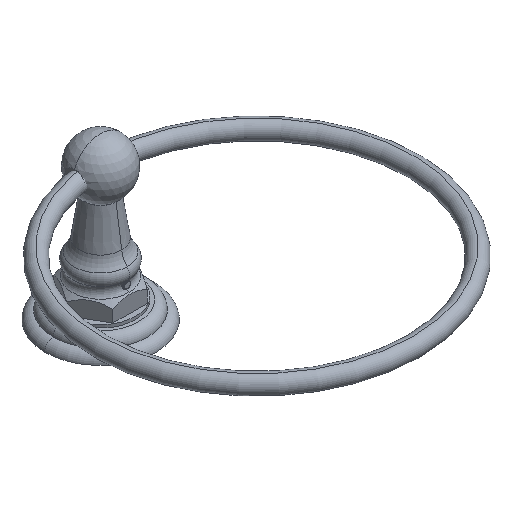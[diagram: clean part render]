
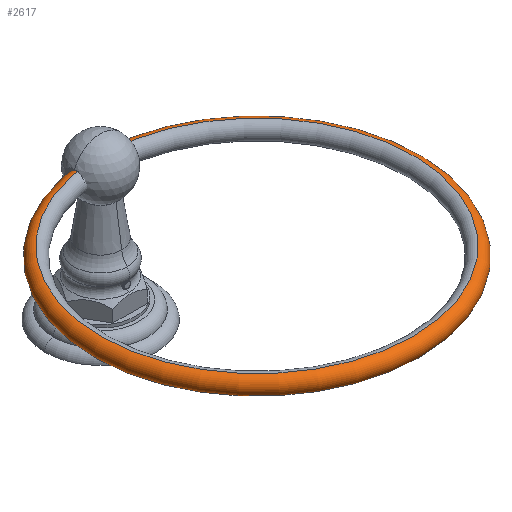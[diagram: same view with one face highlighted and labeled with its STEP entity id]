
A CAD part, isometric view. The second image highlights one B-rep face of the part: STEP entity #2617.
In plain terms, the highlighted toroidal (fillet/blend) face has major radius 84.138 mm and minor radius 4.763 mm.
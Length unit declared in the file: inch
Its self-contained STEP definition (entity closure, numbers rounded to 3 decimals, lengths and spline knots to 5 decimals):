
#2564=CARTESIAN_POINT('',(-0.1156,-0.00202,
2.82762));
#2565=DIRECTION('',(0.999,0.035,0.));
#2566=DIRECTION('',(0.,0.,-1.));
#2567=AXIS2_PLACEMENT_3D('',#2564,#2565,#2566);
#2569=CARTESIAN_POINT('',(0.1156,-0.00202,
2.82762));
#2570=DIRECTION('',(-0.999,0.035,0.));
#2571=DIRECTION('',(0.,0.,1.));
#2572=AXIS2_PLACEMENT_3D('',#2569,#2570,#2571);
#2574=CARTESIAN_POINT('',(0.,-3.3125,3.01512));
#2575=DIRECTION('',(0.,0.,-1.));
#2576=DIRECTION('',(0.035,0.999,0.));
#2577=AXIS2_PLACEMENT_3D('',#2574,#2575,#2576);
#2584=CARTESIAN_POINT('',(0.,-3.3125,2.64012));
#2585=DIRECTION('',(0.,0.,1.));
#2586=DIRECTION('',(-0.035,0.999,0.));
#2587=AXIS2_PLACEMENT_3D('',#2584,#2585,#2586);
#2594=CARTESIAN_POINT('',(0.1156,-0.00202,
3.01512));
#2595=CARTESIAN_POINT('',(0.1156,-0.00202,
2.64012));
#2596=VERTEX_POINT('',#2594);
#2597=VERTEX_POINT('',#2595);
#2598=CARTESIAN_POINT('',(-0.1156,-0.00202,
2.64012));
#2599=CARTESIAN_POINT('',(-0.1156,-0.00202,
3.01512));
#2600=VERTEX_POINT('',#2598);
#2601=VERTEX_POINT('',#2599);
#2602=CARTESIAN_POINT('',(0.,-3.3125,2.82762));
#2603=DIRECTION('',(0.,0.,-1.));
#2604=DIRECTION('',(0.,-1.,0.));
#2605=AXIS2_PLACEMENT_3D('',#2602,#2603,#2604);
#2606=TOROIDAL_SURFACE('',#2605,3.3125,0.1875);
#2608=ORIENTED_EDGE('',*,*,#2607,.F.);
#2610=ORIENTED_EDGE('',*,*,#2609,.T.);
#2612=ORIENTED_EDGE('',*,*,#2611,.F.);
#2614=ORIENTED_EDGE('',*,*,#2613,.T.);
#2615=EDGE_LOOP('',(#2608,#2610,#2612,#2614));
#2616=FACE_OUTER_BOUND('',#2615,.F.);
#2617=ADVANCED_FACE('',(#2616),#2606,.T.);
#2568=CIRCLE('',#2567,0.1875);
#2573=CIRCLE('',#2572,0.1875);
#2578=CIRCLE('',#2577,3.3125);
#2588=CIRCLE('',#2587,3.3125);
#2607=EDGE_CURVE('',#2600,#2597,#2588,.T.);
#2609=EDGE_CURVE('',#2600,#2601,#2568,.T.);
#2611=EDGE_CURVE('',#2596,#2601,#2578,.T.);
#2613=EDGE_CURVE('',#2596,#2597,#2573,.T.);
